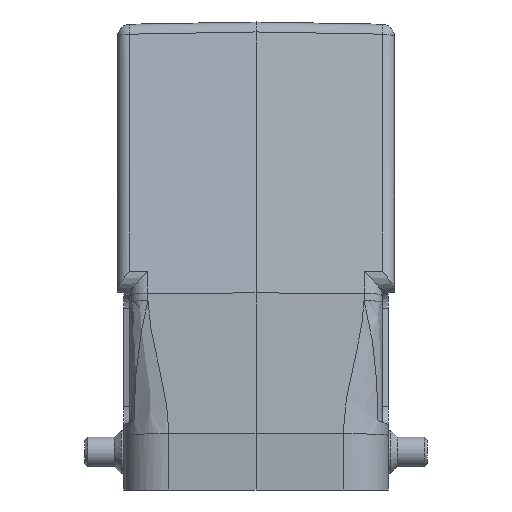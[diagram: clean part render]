
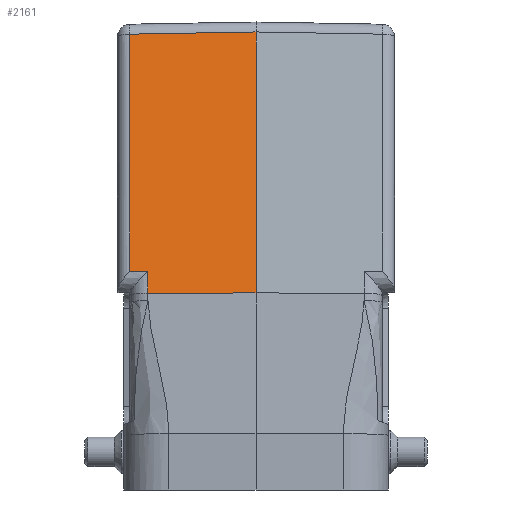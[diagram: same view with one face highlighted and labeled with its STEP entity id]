
A CAD part, left-side view. The second image highlights one B-rep face of the part: STEP entity #2161.
In plain terms, the highlighted planar face has unit normal (-0.982, 0.018, 0.191).
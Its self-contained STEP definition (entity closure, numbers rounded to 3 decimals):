
#1867=PLANE('',#6950);
#2161=ADVANCED_FACE('',(#2471),#1867,.T.);
#2471=FACE_OUTER_BOUND('',#2746,.T.);
#2746=EDGE_LOOP('',(#3495,#3496,#3497,#3498,#3499,#3500));
#3495=ORIENTED_EDGE('',*,*,#4974,.T.);
#3496=ORIENTED_EDGE('',*,*,#5245,.F.);
#3497=ORIENTED_EDGE('',*,*,#5270,.F.);
#3498=ORIENTED_EDGE('',*,*,#5271,.T.);
#3499=ORIENTED_EDGE('',*,*,#5272,.T.);
#3500=ORIENTED_EDGE('',*,*,#5273,.T.);
#4512=VERTEX_POINT('',#8537);
#4513=VERTEX_POINT('',#8539);
#4760=VERTEX_POINT('',#9319);
#4770=VERTEX_POINT('',#9419);
#4771=VERTEX_POINT('',#9421);
#4772=VERTEX_POINT('',#9423);
#4974=EDGE_CURVE('',#4513,#4512,#5645,.T.);
#5245=EDGE_CURVE('',#4760,#4512,#5811,.T.);
#5270=EDGE_CURVE('',#4770,#4760,#5828,.T.);
#5271=EDGE_CURVE('',#4770,#4771,#5829,.T.);
#5272=EDGE_CURVE('',#4771,#4772,#5830,.T.);
#5273=EDGE_CURVE('',#4772,#4513,#5831,.T.);
#5645=LINE('',#8538,#6087);
#5811=LINE('',#9318,#6253);
#5828=LINE('',#9418,#6270);
#5829=LINE('',#9420,#6271);
#5830=LINE('',#9422,#6272);
#5831=LINE('',#9424,#6273);
#6087=VECTOR('',#7257,1.);
#6253=VECTOR('',#7657,1.);
#6270=VECTOR('',#7692,1.);
#6271=VECTOR('',#7693,1.);
#6272=VECTOR('',#7694,1.);
#6273=VECTOR('',#7695,1.);
#6950=AXIS2_PLACEMENT_3D('',#9425,#7696,#7697);
#7257=DIRECTION('',(-0.191,0.,-0.982));
#7657=DIRECTION('',(0.017,1.,-0.002));
#7692=DIRECTION('',(-0.191,0.,-0.982));
#7693=DIRECTION('',(0.014,1.,-0.017));
#7694=DIRECTION('',(-0.191,0.,-0.982));
#7695=DIRECTION('',(-0.021,-1.,-0.017));
#7696=DIRECTION('',(-0.981,0.017,0.191));
#7697=DIRECTION('',(0.191,0.,0.982));
#8537=CARTESIAN_POINT('',(-57.946,17.552,22.809));
#8538=CARTESIAN_POINT('',(-57.894,17.552,23.075));
#8539=CARTESIAN_POINT('',(-57.26,17.552,26.336));
#9318=CARTESIAN_POINT('',(-58.25,0.,22.85));
#9319=CARTESIAN_POINT('',(-58.25,0.,22.85));
#9418=CARTESIAN_POINT('',(-58.195,0.,23.134));
#9419=CARTESIAN_POINT('',(-50.012,0.,65.232));
#9420=CARTESIAN_POINT('',(-50.003,0.617,65.221));
#9421=CARTESIAN_POINT('',(-49.716,20.535,64.873));
#9422=CARTESIAN_POINT('',(-57.843,20.535,23.065));
#9423=CARTESIAN_POINT('',(-57.197,20.535,26.388));
#9424=CARTESIAN_POINT('',(-57.633,-0.062,26.029));
#9425=CARTESIAN_POINT('',(-58.195,0.,23.134));
